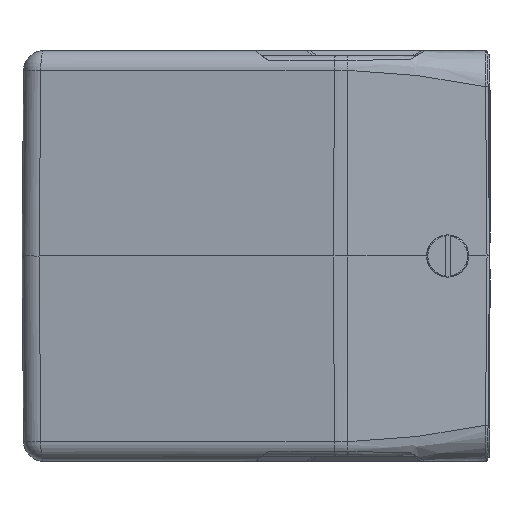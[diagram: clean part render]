
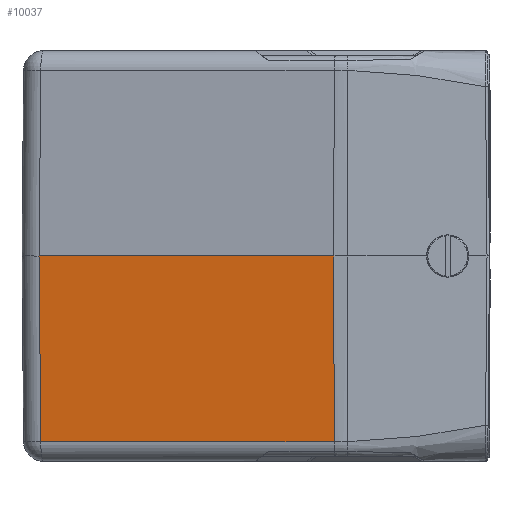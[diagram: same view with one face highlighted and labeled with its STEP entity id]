
A CAD part, left-side view. The second image highlights one B-rep face of the part: STEP entity #10037.
In plain terms, the highlighted planar face has unit normal (-0.99, 0.139, -0.009).
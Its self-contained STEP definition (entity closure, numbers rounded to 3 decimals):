
#277=DIRECTION('',(-0.139,-0.99,0.));
#278=VECTOR('',#277,59.487);
#279=CARTESIAN_POINT('',(8.799,90.248,-82.742));
#280=LINE('',#279,#278);
#674=DIRECTION('',(-0.009,0.001,1.));
#675=VECTOR('',#674,37.286);
#676=CARTESIAN_POINT('',(0.52,31.34,-82.741));
#677=LINE('',#676,#675);
#682=DIRECTION('',(-0.139,-0.99,0.));
#683=VECTOR('',#682,59.792);
#684=CARTESIAN_POINT('',(8.516,90.573,-45.457));
#685=LINE('',#684,#683);
#686=DIRECTION('',(-0.008,0.009,1.));
#687=VECTOR('',#686,37.287);
#688=CARTESIAN_POINT('',(8.799,90.248,-82.742));
#689=LINE('',#688,#687);
#7548=CARTESIAN_POINT('',(8.799,90.248,-82.742));
#7549=VERTEX_POINT('',#7548);
#7550=CARTESIAN_POINT('',(0.52,31.34,
-82.741));
#7551=VERTEX_POINT('',#7550);
#7631=CARTESIAN_POINT('',(0.195,31.363,
-45.457));
#7632=VERTEX_POINT('',#7631);
#7633=CARTESIAN_POINT('',(8.516,90.573,-45.457));
#7634=VERTEX_POINT('',#7633);
#10024=CARTESIAN_POINT('',(9.,94.016,
-45.457));
#10025=DIRECTION('',(-0.99,0.139,-0.009));
#10026=DIRECTION('',(-0.139,-0.99,0.));
#10027=AXIS2_PLACEMENT_3D('',#10024,#10025,#10026);
#10028=PLANE('',#10027);
#10030=ORIENTED_EDGE('',*,*,#10029,.T.);
#10031=ORIENTED_EDGE('',*,*,#10014,.F.);
#10032=ORIENTED_EDGE('',*,*,#9451,.F.);
#10034=ORIENTED_EDGE('',*,*,#10033,.T.);
#10035=EDGE_LOOP('',(#10030,#10031,#10032,#10034));
#10036=FACE_OUTER_BOUND('',#10035,.F.);
#10037=ADVANCED_FACE('',(#10036),#10028,.T.);
#9451=EDGE_CURVE('',#7549,#7551,#280,.T.);
#10014=EDGE_CURVE('',#7551,#7632,#677,.T.);
#10029=EDGE_CURVE('',#7634,#7632,#685,.T.);
#10033=EDGE_CURVE('',#7549,#7634,#689,.T.);
